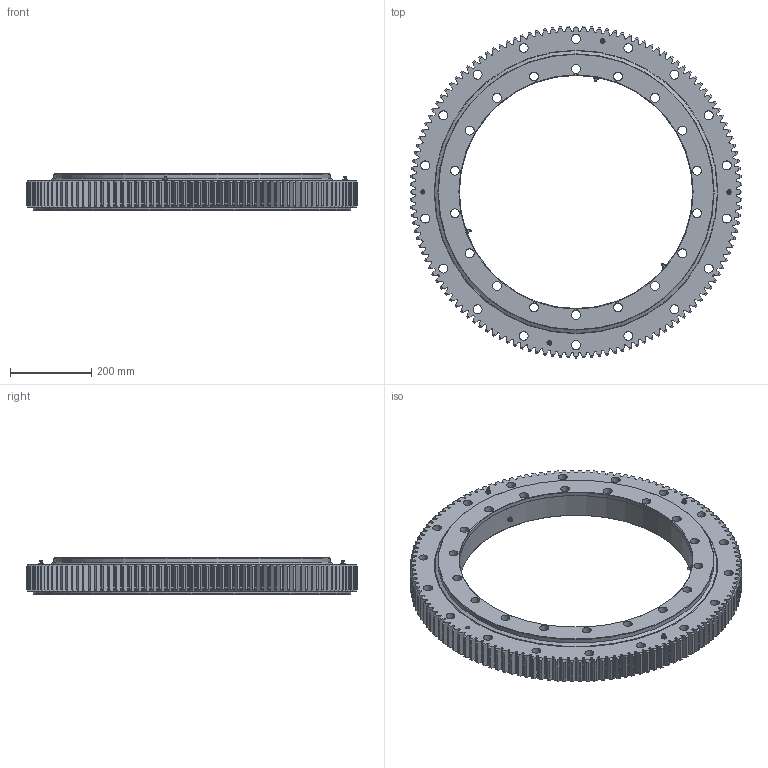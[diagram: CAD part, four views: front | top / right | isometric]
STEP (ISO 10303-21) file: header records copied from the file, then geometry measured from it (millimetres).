
FILE_DESCRIPTION (( 'STEP AP214' ), '1' );
FILE_NAME ('E.816.32.00.D.1.STEP', '2018-11-21T14:36:17', ( '' ), ( '' ), 'SwSTEP 2.0', 'SolidWorks 2016', '' );
FILE_SCHEMA (( 'AUTOMOTIVE_DESIGN' ));
Length unit declared in the file: millimetre
Products named in the file (7): E.816.32.00.D.1; C.816.B32B.A1N.1 - IR; C.816.B32B.A1N.1 - OR; Grease nipple M10x1mm; Ball D32; C.816.B32B.A1N.1 - IR Seal; C.816.B32B.A1N.1 - OR Seal
Assembly tree (67 placements, depth 2):
  E.816.32.00.D.1
    C.816.B32B.A1N.1 - IR
    C.816.B32B.A1N.1 - OR
    Ball D32  x57
    C.816.B32B.A1N.1 - IR Seal
    C.816.B32B.A1N.1 - OR Seal
    Grease nipple M10x1mm  x6
Bounding box: 816 x 816 x 90 mm (x, y, z)
Volume: 15768395.2 mm3; surface area: 1876145.7 mm2
Topology: 67 solids, 67 shells, 1669 faces, 4787 edges, 3152 vertices
Faces by surface type: bspline 660, cone 366, plane 345, cylinder 216, sphere 57, torus 25
Full cylindrical faces by diameter (mm): 3 x6, 5 x11, 9 x7, 10 x6, 22 x36, 573 x1, 574 x1, 665 x2, 676 x1, 679 x4, 682 x2, 693 x2, 781 x1
Entity records: 53517 total; most frequent: CARTESIAN_POINT 18973, ORIENTED_EDGE 8424, DIRECTION 4772, EDGE_CURVE 4212, VERTEX_POINT 2856, B_SPLINE_CURVE_WITH_KNOTS 1903, EDGE_LOOP 1676, AXIS2_PLACEMENT_3D 1591
